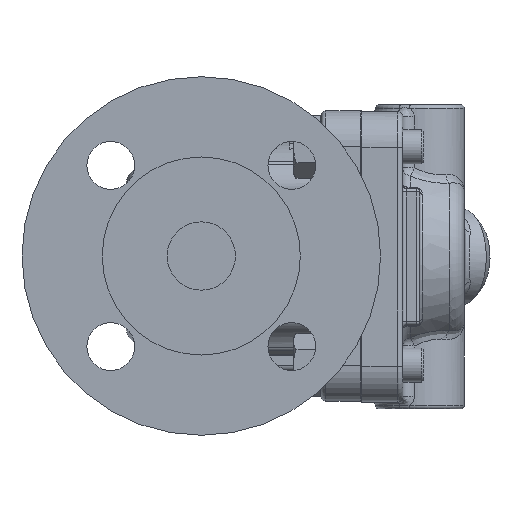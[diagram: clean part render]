
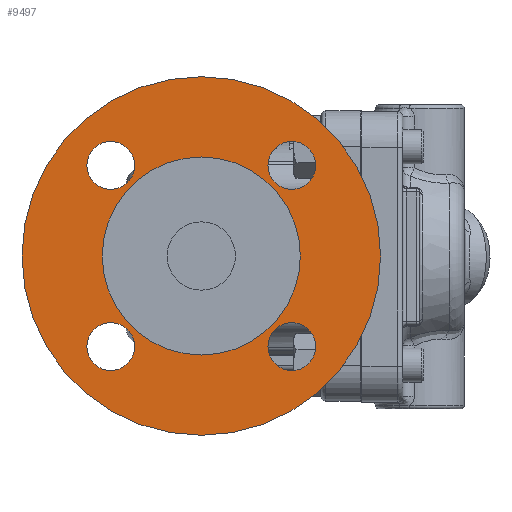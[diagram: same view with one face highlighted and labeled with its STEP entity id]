
A CAD part, left-side view. The second image highlights one B-rep face of the part: STEP entity #9497.
In plain terms, the highlighted planar face has unit normal (-1, 0, 0).
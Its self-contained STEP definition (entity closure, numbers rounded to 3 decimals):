
#674=FACE_BOUND('',#2695,.T.);
#675=FACE_BOUND('',#2696,.T.);
#676=FACE_BOUND('',#2697,.T.);
#677=FACE_BOUND('',#2698,.T.);
#678=FACE_BOUND('',#2699,.T.);
#2069=FACE_OUTER_BOUND('',#2694,.T.);
#2694=EDGE_LOOP('',(#6328));
#2695=EDGE_LOOP('',(#6329));
#2696=EDGE_LOOP('',(#6330));
#2697=EDGE_LOOP('',(#6331));
#2698=EDGE_LOOP('',(#6332));
#2699=EDGE_LOOP('',(#6333));
#3352=CIRCLE('',#10173,29.);
#3353=CIRCLE('',#10175,52.5);
#3354=CIRCLE('',#10176,7.);
#3355=CIRCLE('',#10177,7.);
#3356=CIRCLE('',#10178,7.);
#3357=CIRCLE('',#10179,7.);
#3840=VERTEX_POINT('',#13939);
#3841=VERTEX_POINT('',#13943);
#3842=VERTEX_POINT('',#13945);
#3843=VERTEX_POINT('',#13947);
#3844=VERTEX_POINT('',#13949);
#3845=VERTEX_POINT('',#13951);
#4779=EDGE_CURVE('',#3840,#3840,#3352,.T.);
#4780=EDGE_CURVE('',#3841,#3841,#3353,.T.);
#4781=EDGE_CURVE('',#3842,#3842,#3354,.T.);
#4782=EDGE_CURVE('',#3843,#3843,#3355,.T.);
#4783=EDGE_CURVE('',#3844,#3844,#3356,.T.);
#4784=EDGE_CURVE('',#3845,#3845,#3357,.T.);
#6328=ORIENTED_EDGE('',*,*,#4780,.F.);
#6329=ORIENTED_EDGE('',*,*,#4781,.F.);
#6330=ORIENTED_EDGE('',*,*,#4782,.F.);
#6331=ORIENTED_EDGE('',*,*,#4783,.F.);
#6332=ORIENTED_EDGE('',*,*,#4784,.F.);
#6333=ORIENTED_EDGE('',*,*,#4779,.F.);
#9264=PLANE('',#10174);
#9497=ADVANCED_FACE('',(#2069,#674,#675,#676,#677,#678),#9264,.T.);
#10173=AXIS2_PLACEMENT_3D('',#13941,#11297,#11298);
#10174=AXIS2_PLACEMENT_3D('',#13942,#11299,#11300);
#10175=AXIS2_PLACEMENT_3D('',#13944,#11301,#11302);
#10176=AXIS2_PLACEMENT_3D('',#13946,#11303,#11304);
#10177=AXIS2_PLACEMENT_3D('',#13948,#11305,#11306);
#10178=AXIS2_PLACEMENT_3D('',#13950,#11307,#11308);
#10179=AXIS2_PLACEMENT_3D('',#13952,#11309,#11310);
#11297=DIRECTION('center_axis',(-1.,0.,0.));
#11298=DIRECTION('ref_axis',(0.,0.,-1.));
#11299=DIRECTION('center_axis',(-1.,0.,0.));
#11300=DIRECTION('ref_axis',(0.,0.,1.));
#11301=DIRECTION('center_axis',(1.,0.,0.));
#11302=DIRECTION('ref_axis',(0.,0.,-1.));
#11303=DIRECTION('center_axis',(-1.,0.,0.));
#11304=DIRECTION('ref_axis',(0.,1.,0.));
#11305=DIRECTION('center_axis',(-1.,0.,0.));
#11306=DIRECTION('ref_axis',(0.,0.,-1.));
#11307=DIRECTION('center_axis',(-1.,0.,0.));
#11308=DIRECTION('ref_axis',(0.,-1.,0.));
#11309=DIRECTION('center_axis',(-1.,0.,0.));
#11310=DIRECTION('ref_axis',(0.,0.,1.));
#13939=CARTESIAN_POINT('',(-79.021,12.405,29.));
#13941=CARTESIAN_POINT('Origin',(-79.021,12.405,0.));
#13942=CARTESIAN_POINT('Origin',(-79.021,12.405,0.));
#13943=CARTESIAN_POINT('',(-79.021,12.405,52.5));
#13944=CARTESIAN_POINT('Origin',(-79.021,12.405,0.));
#13945=CARTESIAN_POINT('',(-79.021,-21.112,-26.517));
#13946=CARTESIAN_POINT('Origin',(-79.021,-14.112,-26.517));
#13947=CARTESIAN_POINT('',(-79.021,-14.112,33.517));
#13948=CARTESIAN_POINT('Origin',(-79.021,-14.112,26.517));
#13949=CARTESIAN_POINT('',(-79.021,45.921,26.517));
#13950=CARTESIAN_POINT('Origin',(-79.021,38.921,26.517));
#13951=CARTESIAN_POINT('',(-79.021,38.921,-33.517));
#13952=CARTESIAN_POINT('Origin',(-79.021,38.921,-26.517));
